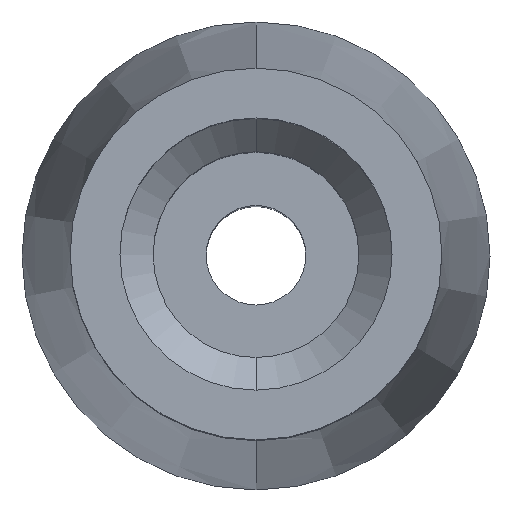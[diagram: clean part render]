
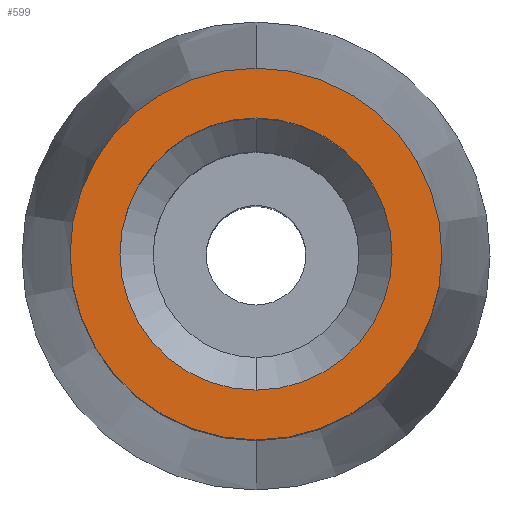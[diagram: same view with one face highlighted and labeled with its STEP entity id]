
A CAD part, top view. The second image highlights one B-rep face of the part: STEP entity #599.
In plain terms, the highlighted planar face has unit normal (0, 0, 1).
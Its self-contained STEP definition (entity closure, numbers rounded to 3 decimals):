
#32=CARTESIAN_POINT('',(0.,0.,0.));
#33=DIRECTION('',(0.,0.,-1.));
#34=DIRECTION('',(0.,-1.,0.));
#35=AXIS2_PLACEMENT_3D('',#32,#33,#34);
#40=CARTESIAN_POINT('',(0.,0.,0.));
#41=DIRECTION('',(0.,0.,-1.));
#42=DIRECTION('',(0.,1.,0.));
#43=AXIS2_PLACEMENT_3D('',#40,#41,#42);
#48=CARTESIAN_POINT('',(0.,0.,0.));
#49=DIRECTION('',(0.,0.,1.));
#50=DIRECTION('',(0.,-1.,0.));
#51=AXIS2_PLACEMENT_3D('',#48,#49,#50);
#56=CARTESIAN_POINT('',(0.,0.,0.));
#57=DIRECTION('',(0.,0.,1.));
#58=DIRECTION('',(0.,1.,0.));
#59=AXIS2_PLACEMENT_3D('',#56,#57,#58);
#486=CARTESIAN_POINT('',(0.,5.6,0.));
#488=VERTEX_POINT('',#486);
#492=CARTESIAN_POINT('',(0.,-5.6,0.));
#493=VERTEX_POINT('',#492);
#494=CARTESIAN_POINT('',(0.,-4.1,0.));
#495=CARTESIAN_POINT('',(0.,4.1,0.));
#496=VERTEX_POINT('',#494);
#497=VERTEX_POINT('',#495);
#584=CARTESIAN_POINT('',(0.,0.,0.));
#585=DIRECTION('',(0.,0.,-1.));
#586=DIRECTION('',(0.,-1.,0.));
#587=AXIS2_PLACEMENT_3D('',#584,#585,#586);
#588=PLANE('',#587);
#589=ORIENTED_EDGE('',*,*,#576,.T.);
#590=ORIENTED_EDGE('',*,*,#565,.T.);
#591=EDGE_LOOP('',(#589,#590));
#592=FACE_OUTER_BOUND('',#591,.F.);
#594=ORIENTED_EDGE('',*,*,#593,.T.);
#596=ORIENTED_EDGE('',*,*,#595,.T.);
#597=EDGE_LOOP('',(#594,#596));
#598=FACE_BOUND('',#597,.F.);
#36=CIRCLE('',#35,5.6);
#44=CIRCLE('',#43,5.6);
#52=CIRCLE('',#51,4.1);
#60=CIRCLE('',#59,4.1);
#565=EDGE_CURVE('',#488,#493,#44,.T.);
#576=EDGE_CURVE('',#493,#488,#36,.T.);
#593=EDGE_CURVE('',#496,#497,#52,.T.);
#595=EDGE_CURVE('',#497,#496,#60,.T.);
#599=ADVANCED_FACE('',(#592,#598),#588,.F.);
